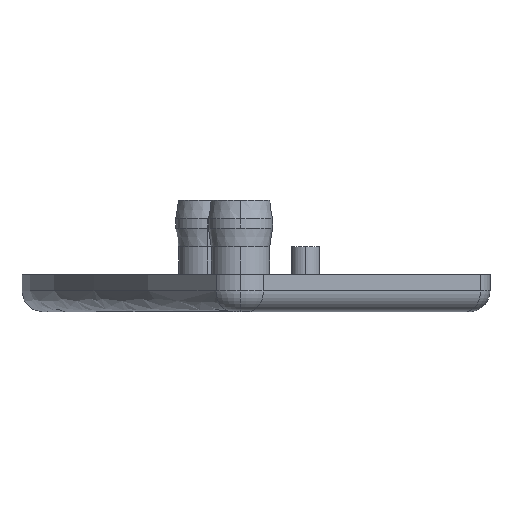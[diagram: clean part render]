
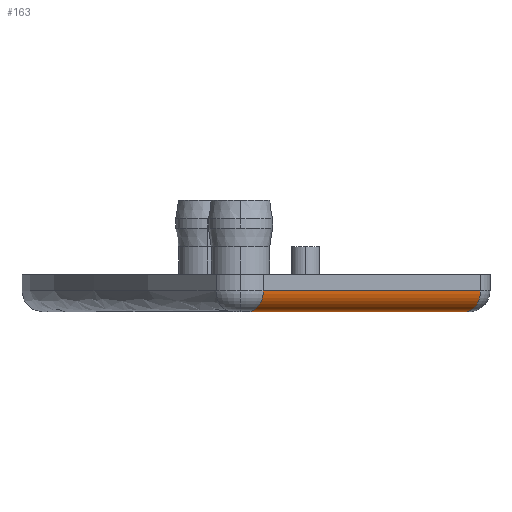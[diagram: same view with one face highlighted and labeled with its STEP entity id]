
A CAD part, left-side view. The second image highlights one B-rep face of the part: STEP entity #163.
In plain terms, the highlighted cylindrical face has radius 2.25 mm (diameter 4.5 mm), a partial arc.
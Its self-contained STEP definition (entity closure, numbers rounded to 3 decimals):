
#32 = CARTESIAN_POINT ( 'NONE',  ( -52.446, -4.372, -1.75 ) ) ;
#124 = CARTESIAN_POINT ( 'NONE',  ( -52.446, -4.372, -4. ) ) ;
#162 = EDGE_CURVE ( 'NONE', #834, #1580, #536, .T. ) ;
#163 = ADVANCED_FACE ( 'NONE', ( #1517 ), #2124, .T. ) ;
#174 = CARTESIAN_POINT ( 'NONE',  ( -54.037, -5.963, -1.75 ) ) ;
#289 = VECTOR ( 'NONE', #2345, 1000. ) ;
#290 = DIRECTION ( 'NONE',  ( 0.707, -0.707, 0. ) ) ;
#305 = CARTESIAN_POINT ( 'NONE',  ( -41.754, -18.246, -1.75 ) ) ;
#336 = DIRECTION ( 'NONE',  ( 0.707, 0.707, 0. ) ) ;
#365 = ORIENTED_EDGE ( 'NONE', *, *, #1715, .F. ) ;
#509 = DIRECTION ( 'NONE',  ( 0.707, -0.707, 0. ) ) ;
#536 = LINE ( 'NONE', #305, #1638 ) ;
#556 = CARTESIAN_POINT ( 'NONE',  ( -52.446, -4.372, -4. ) ) ;
#653 = AXIS2_PLACEMENT_3D ( 'NONE', #892, #509, #693 ) ;
#693 = DIRECTION ( 'NONE',  ( 0.393, 0.393, -0.831 ) ) ;
#827 = AXIS2_PLACEMENT_3D ( 'NONE', #32, #2311, #2511 ) ;
#830 = ORIENTED_EDGE ( 'NONE', *, *, #162, .T. ) ;
#834 = VERTEX_POINT ( 'NONE', #2323 ) ;
#892 = CARTESIAN_POINT ( 'NONE',  ( -29.068, -27.75, -1.75 ) ) ;
#893 = LINE ( 'NONE', #124, #289 ) ;
#1011 = VERTEX_POINT ( 'NONE', #2609 ) ;
#1199 = EDGE_CURVE ( 'NONE', #1314, #1011, #893, .T. ) ;
#1314 = VERTEX_POINT ( 'NONE', #556 ) ;
#1454 = CIRCLE ( 'NONE', #653, 2.25 ) ;
#1517 = FACE_OUTER_BOUND ( 'NONE', #2250, .T. ) ;
#1580 = VERTEX_POINT ( 'NONE', #174 ) ;
#1638 = VECTOR ( 'NONE', #2151, 1000. ) ;
#1715 = EDGE_CURVE ( 'NONE', #834, #1011, #1454, .T. ) ;
#1730 = CARTESIAN_POINT ( 'NONE',  ( -40.163, -16.655, -1.75 ) ) ;
#1767 = AXIS2_PLACEMENT_3D ( 'NONE', #1730, #290, #336 ) ;
#2052 = EDGE_CURVE ( 'NONE', #1580, #1314, #2275, .T. ) ;
#2124 = CYLINDRICAL_SURFACE ( 'NONE', #1767, 2.25 ) ;
#2151 = DIRECTION ( 'NONE',  ( -0.707, 0.707, 0. ) ) ;
#2250 = EDGE_LOOP ( 'NONE', ( #365, #830, #2424, #2326 ) ) ;
#2275 = CIRCLE ( 'NONE', #827, 2.25 ) ;
#2311 = DIRECTION ( 'NONE',  ( 0.707, -0.707, 0. ) ) ;
#2323 = CARTESIAN_POINT ( 'NONE',  ( -30.659, -29.341, -1.75 ) ) ;
#2326 = ORIENTED_EDGE ( 'NONE', *, *, #1199, .T. ) ;
#2345 = DIRECTION ( 'NONE',  ( 0.707, -0.707, 0. ) ) ;
#2424 = ORIENTED_EDGE ( 'NONE', *, *, #2052, .T. ) ;
#2511 = DIRECTION ( 'NONE',  ( 0.707, 0.707, 0. ) ) ;
#2609 = CARTESIAN_POINT ( 'NONE',  ( -29.068, -27.75, -4. ) ) ;
